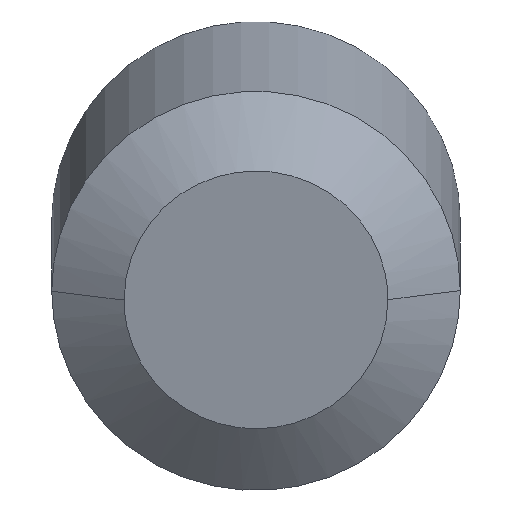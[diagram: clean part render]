
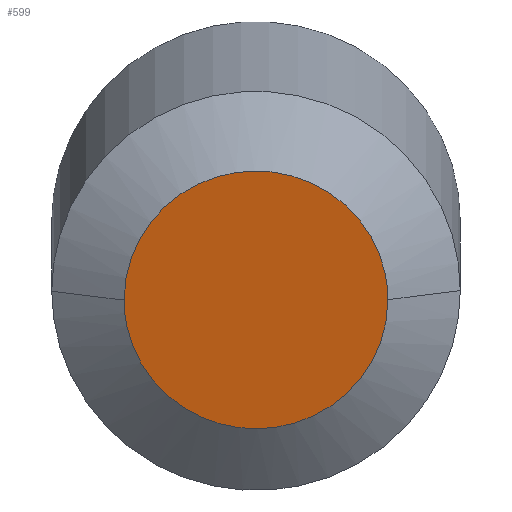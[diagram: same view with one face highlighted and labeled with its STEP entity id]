
A CAD part, left-side view. The second image highlights one B-rep face of the part: STEP entity #599.
In plain terms, the highlighted planar face has unit normal (-0.977, 0, -0.215).
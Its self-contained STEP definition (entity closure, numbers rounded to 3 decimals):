
#22 = VERTEX_POINT('',#23);
#23 = CARTESIAN_POINT('',(236.378,251.756,
    366.444));
#31 = ( BOUNDED_SURFACE() B_SPLINE_SURFACE(2,1,(
    (#32,#33)
    ,(#34,#35)
    ,(#36,#37)
    ,(#38,#39)
,(#40,#41
    )),.UNSPECIFIED.,.F.,.F.,.F.) B_SPLINE_SURFACE_WITH_KNOTS((3,2,3),(2
    ,2),(0.,1.571,3.142),(0.,2.145),
.UNSPECIFIED.) GEOMETRIC_REPRESENTATION_ITEM() RATIONAL_B_SPLINE_SURFACE
((
    (1.,1.)
    ,(0.707,0.707)
    ,(1.,1.)
    ,(0.707,0.707)
,(1.,1.))) REPRESENTATION_ITEM('') SURFACE() );
#32 = CARTESIAN_POINT('',(235.832,252.725,
    366.323));
#33 = CARTESIAN_POINT('',(236.88,254.583,
    366.55));
#34 = CARTESIAN_POINT('',(235.832,252.725,
    366.323));
#35 = CARTESIAN_POINT('',(236.481,254.586,368.364
    ));
#36 = CARTESIAN_POINT('',(235.832,252.725,
    366.323));
#37 = CARTESIAN_POINT('',(236.48,252.728,
    368.367));
#38 = CARTESIAN_POINT('',(235.832,252.725,
    366.323));
#39 = CARTESIAN_POINT('',(236.48,250.87,
    368.371));
#40 = CARTESIAN_POINT('',(235.832,252.725,
    366.323));
#41 = CARTESIAN_POINT('',(236.879,250.867,366.556
    ));
#71 = ( BOUNDED_SURFACE() B_SPLINE_SURFACE(2,1,(
    (#72,#73)
    ,(#74,#75)
    ,(#76,#77)
    ,(#78,#79)
,(#80,#81
    )),.UNSPECIFIED.,.F.,.F.,.F.) B_SPLINE_SURFACE_WITH_KNOTS((3,2,3),(2
    ,2),(3.142,4.712,6.283),(0.,2.145)
,.PIECEWISE_BEZIER_KNOTS.) GEOMETRIC_REPRESENTATION_ITEM() 
RATIONAL_B_SPLINE_SURFACE((
    (1.,1.)
    ,(0.707,0.707)
    ,(1.,1.)
    ,(0.707,0.707)
,(1.,1.))) REPRESENTATION_ITEM('') SURFACE() );
#72 = CARTESIAN_POINT('',(235.832,252.725,
    366.323));
#73 = CARTESIAN_POINT('',(236.879,250.867,366.556
    ));
#74 = CARTESIAN_POINT('',(235.832,252.725,
    366.323));
#75 = CARTESIAN_POINT('',(237.278,250.864,
    364.742));
#76 = CARTESIAN_POINT('',(235.832,252.725,
    366.323));
#77 = CARTESIAN_POINT('',(237.279,252.722,
    364.739));
#78 = CARTESIAN_POINT('',(235.832,252.725,
    366.323));
#79 = CARTESIAN_POINT('',(237.279,254.58,
    364.735));
#80 = CARTESIAN_POINT('',(235.832,252.725,
    366.323));
#81 = CARTESIAN_POINT('',(236.88,254.583,
    366.55));
#192 = VERTEX_POINT('',#193);
#193 = CARTESIAN_POINT('',(236.379,253.694,
    366.441));
#257 = EDGE_CURVE('',#192,#22,#258,.T.);
#258 = SURFACE_CURVE('',#259,(#265,#294),.PCURVE_S1.);
#259 = ( BOUNDED_CURVE() B_SPLINE_CURVE(2,(#260,#261,#262,#263,#264),
.UNSPECIFIED.,.F.,.F.) B_SPLINE_CURVE_WITH_KNOTS((3,2,3),(3.043,
4.565,6.087),.UNSPECIFIED.) CURVE() 
GEOMETRIC_REPRESENTATION_ITEM() RATIONAL_B_SPLINE_CURVE((1.,
0.707,1.,0.707,1.)) REPRESENTATION_ITEM('') );
#260 = CARTESIAN_POINT('',(236.379,253.694,
    366.441));
#261 = CARTESIAN_POINT('',(236.17,253.695,
    367.387));
#262 = CARTESIAN_POINT('',(236.17,252.727,
    367.389));
#263 = CARTESIAN_POINT('',(236.17,251.758,
    367.39));
#264 = CARTESIAN_POINT('',(236.378,251.756,
    366.444));
#265 = PCURVE('',#31,#266);
#266 = DEFINITIONAL_REPRESENTATION('',(#267),#293);
#267 = B_SPLINE_CURVE_WITH_KNOTS('',3,(#268,#269,#270,#271,#272,#273,
    #274,#275,#276,#277,#278,#279,#280,#281,#282,#283,#284,#285,#286,
    #287,#288,#289,#290,#291,#292),.UNSPECIFIED.,.F.,.F.,(4,1,1,1,1,1,1,
    1,1,1,1,1,1,1,1,1,1,1,1,1,1,1,4),(3.043,3.182,
    3.32,3.458,3.597,3.735,
    3.873,4.012,4.15,4.288,
    4.427,4.565,4.703,4.842,
    4.98,5.118,5.257,5.395,
    5.533,5.672,5.81,5.948,
    6.087),.QUASI_UNIFORM_KNOTS.);
#268 = CARTESIAN_POINT('',(0.,1.119));
#269 = CARTESIAN_POINT('',(0.048,1.119));
#270 = CARTESIAN_POINT('',(0.143,1.119));
#271 = CARTESIAN_POINT('',(0.286,1.119));
#272 = CARTESIAN_POINT('',(0.428,1.119));
#273 = CARTESIAN_POINT('',(0.571,1.119));
#274 = CARTESIAN_POINT('',(0.714,1.119));
#275 = CARTESIAN_POINT('',(0.857,1.119));
#276 = CARTESIAN_POINT('',(1.,1.119));
#277 = CARTESIAN_POINT('',(1.142,1.119));
#278 = CARTESIAN_POINT('',(1.285,1.119));
#279 = CARTESIAN_POINT('',(1.428,1.119));
#280 = CARTESIAN_POINT('',(1.571,1.119));
#281 = CARTESIAN_POINT('',(1.714,1.119));
#282 = CARTESIAN_POINT('',(1.856,1.119));
#283 = CARTESIAN_POINT('',(1.999,1.119));
#284 = CARTESIAN_POINT('',(2.142,1.119));
#285 = CARTESIAN_POINT('',(2.285,1.119));
#286 = CARTESIAN_POINT('',(2.428,1.119));
#287 = CARTESIAN_POINT('',(2.57,1.119));
#288 = CARTESIAN_POINT('',(2.713,1.119));
#289 = CARTESIAN_POINT('',(2.856,1.119));
#290 = CARTESIAN_POINT('',(2.999,1.119));
#291 = CARTESIAN_POINT('',(3.094,1.119));
#292 = CARTESIAN_POINT('',(3.142,1.119));
#293 = ( GEOMETRIC_REPRESENTATION_CONTEXT(2) 
PARAMETRIC_REPRESENTATION_CONTEXT() REPRESENTATION_CONTEXT('2D SPACE',''
  ) );
#294 = PCURVE('',#295,#300);
#295 = PLANE('',#296);
#296 = AXIS2_PLACEMENT_3D('',#297,#298,#299);
#297 = CARTESIAN_POINT('',(236.103,254.01,
    367.693));
#298 = DIRECTION('',(-0.977,0.,-0.215
    ));
#299 = DIRECTION('',(-0.215,0.002,0.977));
#300 = DEFINITIONAL_REPRESENTATION('',(#301),#307);
#301 = ( BOUNDED_CURVE() B_SPLINE_CURVE(2,(#302,#303,#304,#305,#306),
.UNSPECIFIED.,.F.,.F.) B_SPLINE_CURVE_WITH_KNOTS((3,2,3),(3.043,
4.565,6.087),.UNSPECIFIED.) CURVE() 
GEOMETRIC_REPRESENTATION_ITEM() RATIONAL_B_SPLINE_CURVE((1.,
0.707,1.,0.707,1.)) REPRESENTATION_ITEM('') );
#302 = CARTESIAN_POINT('',(-1.282,-0.314));
#303 = CARTESIAN_POINT('',(-0.314,-0.314));
#304 = CARTESIAN_POINT('',(-0.314,-1.282));
#305 = CARTESIAN_POINT('',(-0.314,-2.251));
#306 = CARTESIAN_POINT('',(-1.282,-2.251));
#307 = ( GEOMETRIC_REPRESENTATION_CONTEXT(2) 
PARAMETRIC_REPRESENTATION_CONTEXT() REPRESENTATION_CONTEXT('2D SPACE',''
  ) );
#599 = ADVANCED_FACE('',(#600),#295,.T.);
#600 = FACE_BOUND('',#601,.T.);
#601 = EDGE_LOOP('',(#602,#603));
#602 = ORIENTED_EDGE('',*,*,#257,.F.);
#603 = ORIENTED_EDGE('',*,*,#604,.F.);
#604 = EDGE_CURVE('',#22,#192,#605,.T.);
#605 = SURFACE_CURVE('',#606,(#612,#621),.PCURVE_S1.);
#606 = ( BOUNDED_CURVE() B_SPLINE_CURVE(2,(#607,#608,#609,#610,#611),
.UNSPECIFIED.,.F.,.F.) B_SPLINE_CURVE_WITH_KNOTS((3,2,3),(0.,
1.522,3.043),.UNSPECIFIED.) CURVE() 
GEOMETRIC_REPRESENTATION_ITEM() RATIONAL_B_SPLINE_CURVE((1.,
0.707,1.,0.707,1.)) REPRESENTATION_ITEM('') );
#607 = CARTESIAN_POINT('',(236.378,251.756,
    366.444));
#608 = CARTESIAN_POINT('',(236.586,251.754,
    365.498));
#609 = CARTESIAN_POINT('',(236.586,252.723,
    365.497));
#610 = CARTESIAN_POINT('',(236.587,253.692,
    365.495));
#611 = CARTESIAN_POINT('',(236.379,253.694,
    366.441));
#612 = PCURVE('',#295,#613);
#613 = DEFINITIONAL_REPRESENTATION('',(#614),#620);
#614 = ( BOUNDED_CURVE() B_SPLINE_CURVE(2,(#615,#616,#617,#618,#619),
.UNSPECIFIED.,.F.,.F.) B_SPLINE_CURVE_WITH_KNOTS((3,2,3),(0.,
1.522,3.043),.UNSPECIFIED.) CURVE() 
GEOMETRIC_REPRESENTATION_ITEM() RATIONAL_B_SPLINE_CURVE((1.,
0.707,1.,0.707,1.)) REPRESENTATION_ITEM('') );
#615 = CARTESIAN_POINT('',(-1.282,-2.251));
#616 = CARTESIAN_POINT('',(-2.251,-2.251));
#617 = CARTESIAN_POINT('',(-2.251,-1.282));
#618 = CARTESIAN_POINT('',(-2.251,-0.314));
#619 = CARTESIAN_POINT('',(-1.282,-0.314));
#620 = ( GEOMETRIC_REPRESENTATION_CONTEXT(2) 
PARAMETRIC_REPRESENTATION_CONTEXT() REPRESENTATION_CONTEXT('2D SPACE',''
  ) );
#621 = PCURVE('',#71,#622);
#622 = DEFINITIONAL_REPRESENTATION('',(#623),#649);
#623 = B_SPLINE_CURVE_WITH_KNOTS('',3,(#624,#625,#626,#627,#628,#629,
    #630,#631,#632,#633,#634,#635,#636,#637,#638,#639,#640,#641,#642,
    #643,#644,#645,#646,#647,#648),.UNSPECIFIED.,.F.,.F.,(4,1,1,1,1,1,1,
    1,1,1,1,1,1,1,1,1,1,1,1,1,1,1,4),(0.,0.138,0.277,
    0.415,0.553,0.692,0.83,
    0.968,1.107,1.245,1.383,
    1.522,1.66,1.798,1.937,
    2.075,2.213,2.352,2.49,
    2.628,2.767,2.905,3.043),
  .QUASI_UNIFORM_KNOTS.);
#624 = CARTESIAN_POINT('',(3.142,1.119));
#625 = CARTESIAN_POINT('',(3.189,1.119));
#626 = CARTESIAN_POINT('',(3.284,1.119));
#627 = CARTESIAN_POINT('',(3.427,1.119));
#628 = CARTESIAN_POINT('',(3.57,1.119));
#629 = CARTESIAN_POINT('',(3.713,1.119));
#630 = CARTESIAN_POINT('',(3.856,1.119));
#631 = CARTESIAN_POINT('',(3.998,1.119));
#632 = CARTESIAN_POINT('',(4.141,1.119));
#633 = CARTESIAN_POINT('',(4.284,1.119));
#634 = CARTESIAN_POINT('',(4.427,1.119));
#635 = CARTESIAN_POINT('',(4.57,1.119));
#636 = CARTESIAN_POINT('',(4.712,1.119));
#637 = CARTESIAN_POINT('',(4.855,1.119));
#638 = CARTESIAN_POINT('',(4.998,1.119));
#639 = CARTESIAN_POINT('',(5.141,1.119));
#640 = CARTESIAN_POINT('',(5.284,1.119));
#641 = CARTESIAN_POINT('',(5.426,1.119));
#642 = CARTESIAN_POINT('',(5.569,1.119));
#643 = CARTESIAN_POINT('',(5.712,1.119));
#644 = CARTESIAN_POINT('',(5.855,1.119));
#645 = CARTESIAN_POINT('',(5.998,1.119));
#646 = CARTESIAN_POINT('',(6.14,1.119));
#647 = CARTESIAN_POINT('',(6.236,1.119));
#648 = CARTESIAN_POINT('',(6.283,1.119));
#649 = ( GEOMETRIC_REPRESENTATION_CONTEXT(2) 
PARAMETRIC_REPRESENTATION_CONTEXT() REPRESENTATION_CONTEXT('2D SPACE',''
  ) );
